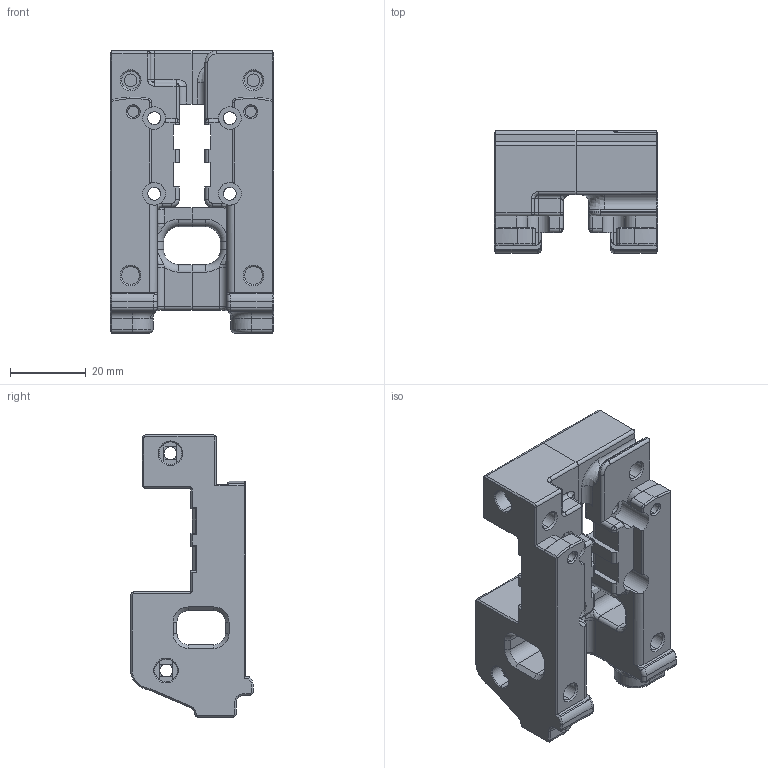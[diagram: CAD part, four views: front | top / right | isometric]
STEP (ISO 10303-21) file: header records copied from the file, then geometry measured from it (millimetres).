
FILE_DESCRIPTION (( 'STEP AP214' ), '1' );
FILE_NAME ('beacon_sb_xcarriage.STEP', '2023-08-03T13:25:32', ( 'Windows User' ), ( 'P R C' ), 'SwSTEP 2.0', 'SolidWorks 2023', '' );
FILE_SCHEMA (( 'AUTOMOTIVE_DESIGN' ));
Length unit declared in the file: millimetre
Products named in the file (1): beacon_sb_xcarriage
Bounding box: 43.2 x 32.4 x 74.55 mm (x, y, z)
Volume: 41665.4 mm3; surface area: 17993.9 mm2
Topology: 2 solids, 2 shells, 827 faces, 2147 edges, 1302 vertices
Faces by surface type: plane 397, cylinder 224, bspline 95, cone 69, torus 36, sphere 6
Entity records: 29400 total; most frequent: CARTESIAN_POINT 9753, ORIENTED_EDGE 4246, DIRECTION 3973, EDGE_CURVE 2123, AXIS2_PLACEMENT_3D 1361, VERTEX_POINT 1302, LINE 1251, VECTOR 1251
